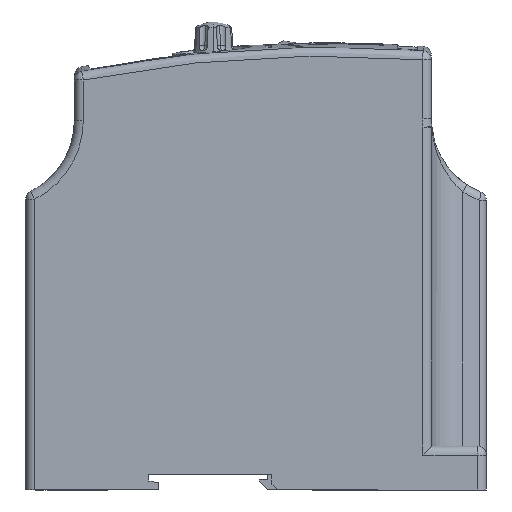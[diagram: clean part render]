
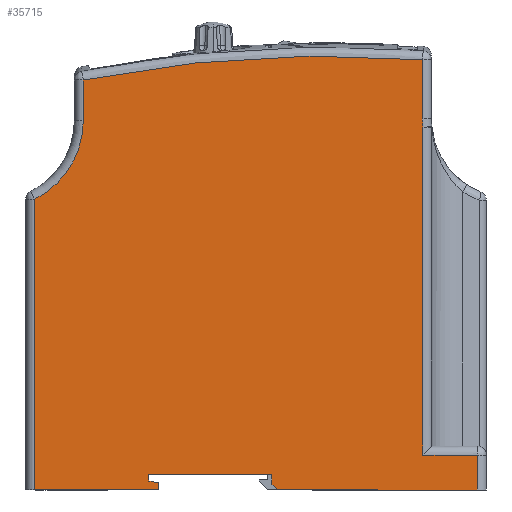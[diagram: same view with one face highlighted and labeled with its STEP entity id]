
A CAD part, left-side view. The second image highlights one B-rep face of the part: STEP entity #35715.
In plain terms, the highlighted planar face has unit normal (-1, 0, 0).
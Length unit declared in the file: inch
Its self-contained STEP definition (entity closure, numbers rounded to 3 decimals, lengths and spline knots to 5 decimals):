
#37 = DIRECTION ( 'NONE',  ( 0., -0.753, -0.658 ) ) ;
#85 = ORIENTED_EDGE ( 'NONE', *, *, #22006, .T. ) ;
#118 = DIRECTION ( 'NONE',  ( 0., 0.983, 0.184 ) ) ;
#814 = CARTESIAN_POINT ( 'NONE',  ( -1.34, 1.21, -2.52377 ) ) ;
#905 = EDGE_CURVE ( 'NONE', #39766, #11205, #22263, .T. ) ;
#1208 = VERTEX_POINT ( 'NONE', #6829 ) ;
#1225 = CARTESIAN_POINT ( 'NONE',  ( -1.34, 1.09724, -2.625 ) ) ;
#1470 = DIRECTION ( 'NONE',  ( 0., 0., 1. ) ) ;
#1635 = EDGE_CURVE ( 'NONE', #11765, #20936, #27025, .T. ) ;
#1982 = LINE ( 'NONE', #21072, #20372 ) ;
#2005 = ORIENTED_EDGE ( 'NONE', *, *, #43378, .T. ) ;
#2216 = LINE ( 'NONE', #46603, #20612 ) ;
#2641 = CARTESIAN_POINT ( 'NONE',  ( -1.34, 1.09724, -2.625 ) ) ;
#3742 = VECTOR ( 'NONE', #33875, 39.37008 ) ;
#3889 = VECTOR ( 'NONE', #38011, 39.37008 ) ;
#4594 = CARTESIAN_POINT ( 'NONE',  ( -1.34, -0.18, -2.625 ) ) ;
#5139 = EDGE_CURVE ( 'NONE', #10616, #5646, #7995, .T. ) ;
#5497 = CARTESIAN_POINT ( 'NONE',  ( -1.34, -0.59864, 2.28869 ) ) ;
#5646 = VERTEX_POINT ( 'NONE', #28007 ) ;
#5657 = CARTESIAN_POINT ( 'NONE',  ( -1.34, -1.23958, 2.28327 ) ) ;
#5697 = EDGE_CURVE ( 'NONE', #18657, #6872, #28572, .T. ) ;
#6070 = VECTOR ( 'NONE', #37, 39.37008 ) ;
#6603 = VERTEX_POINT ( 'NONE', #24548 ) ;
#6829 = CARTESIAN_POINT ( 'NONE',  ( -1.34, 2.5, 0.65815 ) ) ;
#6872 = VERTEX_POINT ( 'NONE', #32532 ) ;
#7148 = EDGE_CURVE ( 'NONE', #6872, #16271, #13418, .T. ) ;
#7893 = PLANE ( 'NONE',  #10581 ) ;
#7995 = LINE ( 'NONE', #12431, #36115 ) ;
#8348 = EDGE_LOOP ( 'NONE', ( #39013, #45920, #35759, #29713, #27071, #41329, #18711, #28699, #35634, #85, #28031, #22116, #43672, #35087, #34652, #2005, #40991 ) ) ;
#9952 = VECTOR ( 'NONE', #12081, 39.37008 ) ;
#10138 = CARTESIAN_POINT ( 'NONE',  ( -1.34, -1.88, 2.23409 ) ) ;
#10581 = AXIS2_PLACEMENT_3D ( 'NONE', #11704, #37388, #15426 ) ;
#10616 = VERTEX_POINT ( 'NONE', #22658 ) ;
#11205 = VERTEX_POINT ( 'NONE', #13552 ) ;
#11704 = CARTESIAN_POINT ( 'NONE',  ( -1.34, -2.6, -2.625 ) ) ;
#11765 = VERTEX_POINT ( 'NONE', #10138 ) ;
#12081 = DIRECTION ( 'NONE',  ( 0., 1., 0. ) ) ;
#12273 = DIRECTION ( 'NONE',  ( 0., 0., 1. ) ) ;
#12431 = CARTESIAN_POINT ( 'NONE',  ( -1.34, 2.6, -2.625 ) ) ;
#13235 = LINE ( 'NONE', #1225, #31595 ) ;
#13418 = LINE ( 'NONE', #4594, #41520 ) ;
#13552 = CARTESIAN_POINT ( 'NONE',  ( -1.34, -1.88456, 1.47013 ) ) ;
#13626 = LINE ( 'NONE', #19564, #3889 ) ;
#13881 = VECTOR ( 'NONE', #118, 39.37008 ) ;
#14034 = CARTESIAN_POINT ( 'NONE',  ( -1.34, 2.94, 1.545 ) ) ;
#14040 = EDGE_CURVE ( 'NONE', #32387, #1208, #33153, .T. ) ;
#15426 = DIRECTION ( 'NONE',  ( 0., 0., -1. ) ) ;
#16171 = DIRECTION ( 'NONE',  ( 0., 1., 0. ) ) ;
#16271 = VERTEX_POINT ( 'NONE', #43758 ) ;
#16462 = DIRECTION ( 'NONE',  ( 1., 0., 0. ) ) ;
#16735 = CARTESIAN_POINT ( 'NONE',  ( -1.34, 1.32002, 2.13005 ) ) ;
#17288 = DIRECTION ( 'NONE',  ( 0., 0., -1. ) ) ;
#17752 = DIRECTION ( 'NONE',  ( 0., 0., -1. ) ) ;
#18420 = CARTESIAN_POINT ( 'NONE',  ( -1.34, -2.48911, -3.21685 ) ) ;
#18496 = LINE ( 'NONE', #18420, #13881 ) ;
#18657 = VERTEX_POINT ( 'NONE', #38557 ) ;
#18711 = ORIENTED_EDGE ( 'NONE', *, *, #42911, .T. ) ;
#18789 = VERTEX_POINT ( 'NONE', #2641 ) ;
#18806 = VECTOR ( 'NONE', #25616, 39.37008 ) ;
#19110 = DIRECTION ( 'NONE',  ( 0., 0., 1. ) ) ;
#19564 = CARTESIAN_POINT ( 'NONE',  ( -1.34, 1.95, -2.625 ) ) ;
#20372 = VECTOR ( 'NONE', #24786, 39.37008 ) ;
#20612 = VECTOR ( 'NONE', #17288, 39.37008 ) ;
#20936 = VERTEX_POINT ( 'NONE', #27852 ) ;
#21072 = CARTESIAN_POINT ( 'NONE',  ( -1.34, 2.6, -2.625 ) ) ;
#21889 = VERTEX_POINT ( 'NONE', #22026 ) ;
#21918 = CARTESIAN_POINT ( 'NONE',  ( -1.34, -2.6, -2.45 ) ) ;
#22006 = EDGE_CURVE ( 'NONE', #20936, #32387, #13626, .T. ) ;
#22026 = CARTESIAN_POINT ( 'NONE',  ( -1.34, 1.09724, -2.5449 ) ) ;
#22098 = VECTOR ( 'NONE', #19110, 39.37008 ) ;
#22116 = ORIENTED_EDGE ( 'NONE', *, *, #39027, .T. ) ;
#22263 = LINE ( 'NONE', #23495, #41730 ) ;
#22658 = CARTESIAN_POINT ( 'NONE',  ( -1.34, -2.5, -2.625 ) ) ;
#23325 = CIRCLE ( 'NONE', #24113, 0.99 ) ;
#23494 = CARTESIAN_POINT ( 'NONE',  ( -1.34, 1.95, 1.545 ) ) ;
#23495 = CARTESIAN_POINT ( 'NONE',  ( -1.34, -1.88456, 1.12931 ) ) ;
#24109 = EDGE_CURVE ( 'NONE', #21889, #27773, #18496, .T. ) ;
#24113 = AXIS2_PLACEMENT_3D ( 'NONE', #38382, #16462, #42068 ) ;
#24548 = CARTESIAN_POINT ( 'NONE',  ( -1.34, -1.88, 1.565 ) ) ;
#24684 = EDGE_CURVE ( 'NONE', #36201, #39766, #38058, .T. ) ;
#24786 = DIRECTION ( 'NONE',  ( 0., 1., 0. ) ) ;
#24845 = AXIS2_PLACEMENT_3D ( 'NONE', #14034, #39674, #17752 ) ;
#25616 = DIRECTION ( 'NONE',  ( 0., -1., 0. ) ) ;
#25840 = DIRECTION ( 'NONE',  ( 0., 0., 1. ) ) ;
#26336 = VECTOR ( 'NONE', #25840, 39.37008 ) ;
#27007 = CARTESIAN_POINT ( 'NONE',  ( -1.34, 1.21, -2.625 ) ) ;
#27025 = B_SPLINE_CURVE_WITH_KNOTS ( 'NONE', 3,
 ( #31288, #5657, #5497, #38667, #16735, #42338 ),
 .UNSPECIFIED., .F., .F.,
 ( 4, 2, 4 ),
 ( 0.00254, 0.05138, 0.10022 ),
 .UNSPECIFIED. ) ;
#27071 = ORIENTED_EDGE ( 'NONE', *, *, #24684, .T. ) ;
#27773 = VERTEX_POINT ( 'NONE', #814 ) ;
#27852 = CARTESIAN_POINT ( 'NONE',  ( -1.34, 1.95, 2.00482 ) ) ;
#28007 = CARTESIAN_POINT ( 'NONE',  ( -1.34, -0.25195, -2.625 ) ) ;
#28031 = ORIENTED_EDGE ( 'NONE', *, *, #14040, .T. ) ;
#28512 = CARTESIAN_POINT ( 'NONE',  ( -1.34, -2.5, -2.23 ) ) ;
#28572 = LINE ( 'NONE', #21918, #18806 ) ;
#28699 = ORIENTED_EDGE ( 'NONE', *, *, #44779, .T. ) ;
#29713 = ORIENTED_EDGE ( 'NONE', *, *, #43652, .T. ) ;
#29990 = CARTESIAN_POINT ( 'NONE',  ( -1.34, -1.88, -2.625 ) ) ;
#30245 = CARTESIAN_POINT ( 'NONE',  ( -1.34, -1.88456, -2.23 ) ) ;
#30535 = CARTESIAN_POINT ( 'NONE',  ( -1.34, -1.98102, -2.23 ) ) ;
#31288 = CARTESIAN_POINT ( 'NONE',  ( -1.34, -1.88, 2.23409 ) ) ;
#31595 = VECTOR ( 'NONE', #12273, 39.37008 ) ;
#31685 = VERTEX_POINT ( 'NONE', #39879 ) ;
#31820 = LINE ( 'NONE', #29990, #22098 ) ;
#31839 = LINE ( 'NONE', #27007, #3742 ) ;
#32387 = VERTEX_POINT ( 'NONE', #23494 ) ;
#32532 = CARTESIAN_POINT ( 'NONE',  ( -1.34, -0.18, -2.45 ) ) ;
#32651 = EDGE_CURVE ( 'NONE', #16271, #5646, #34192, .T. ) ;
#33153 = CIRCLE ( 'NONE', #24845, 0.99 ) ;
#33875 = DIRECTION ( 'NONE',  ( 0., 0., 1. ) ) ;
#34192 = LINE ( 'NONE', #44104, #6070 ) ;
#34652 = ORIENTED_EDGE ( 'NONE', *, *, #24109, .T. ) ;
#35087 = ORIENTED_EDGE ( 'NONE', *, *, #41259, .T. ) ;
#35634 = ORIENTED_EDGE ( 'NONE', *, *, #1635, .T. ) ;
#35715 = ADVANCED_FACE ( 'NONE', ( #46996 ), #7893, .F. ) ;
#35759 = ORIENTED_EDGE ( 'NONE', *, *, #5139, .F. ) ;
#36068 = LINE ( 'NONE', #39915, #26336 ) ;
#36115 = VECTOR ( 'NONE', #16171, 39.37008 ) ;
#36201 = VERTEX_POINT ( 'NONE', #28512 ) ;
#37388 = DIRECTION ( 'NONE',  ( 1., 0., 0. ) ) ;
#38011 = DIRECTION ( 'NONE',  ( 0., 0., -1. ) ) ;
#38058 = LINE ( 'NONE', #30535, #9952 ) ;
#38382 = CARTESIAN_POINT ( 'NONE',  ( -1.34, -2.87, 1.565 ) ) ;
#38557 = CARTESIAN_POINT ( 'NONE',  ( -1.34, 1.21, -2.45 ) ) ;
#38667 = CARTESIAN_POINT ( 'NONE',  ( -1.34, 0.6843, 2.21189 ) ) ;
#39013 = ORIENTED_EDGE ( 'NONE', *, *, #7148, .T. ) ;
#39027 = EDGE_CURVE ( 'NONE', #1208, #31685, #2216, .T. ) ;
#39674 = DIRECTION ( 'NONE',  ( 1., 0., 0. ) ) ;
#39766 = VERTEX_POINT ( 'NONE', #30245 ) ;
#39879 = CARTESIAN_POINT ( 'NONE',  ( -1.34, 2.5, -2.625 ) ) ;
#39915 = CARTESIAN_POINT ( 'NONE',  ( -1.34, -2.5, -2.625 ) ) ;
#40072 = EDGE_CURVE ( 'NONE', #18789, #31685, #1982, .T. ) ;
#40991 = ORIENTED_EDGE ( 'NONE', *, *, #5697, .T. ) ;
#41259 = EDGE_CURVE ( 'NONE', #18789, #21889, #13235, .T. ) ;
#41329 = ORIENTED_EDGE ( 'NONE', *, *, #905, .T. ) ;
#41520 = VECTOR ( 'NONE', #45293, 39.37008 ) ;
#41730 = VECTOR ( 'NONE', #1470, 39.37008 ) ;
#42068 = DIRECTION ( 'NONE',  ( 0., 0., -1. ) ) ;
#42338 = CARTESIAN_POINT ( 'NONE',  ( -1.34, 1.95, 2.00482 ) ) ;
#42911 = EDGE_CURVE ( 'NONE', #11205, #6603, #23325, .T. ) ;
#43378 = EDGE_CURVE ( 'NONE', #27773, #18657, #31839, .T. ) ;
#43652 = EDGE_CURVE ( 'NONE', #10616, #36201, #36068, .T. ) ;
#43672 = ORIENTED_EDGE ( 'NONE', *, *, #40072, .F. ) ;
#43758 = CARTESIAN_POINT ( 'NONE',  ( -1.34, -0.18, -2.5621 ) ) ;
#44104 = CARTESIAN_POINT ( 'NONE',  ( -1.34, -1.58278, -3.78851 ) ) ;
#44779 = EDGE_CURVE ( 'NONE', #6603, #11765, #31820, .T. ) ;
#45293 = DIRECTION ( 'NONE',  ( 0., 0., -1. ) ) ;
#45920 = ORIENTED_EDGE ( 'NONE', *, *, #32651, .T. ) ;
#46603 = CARTESIAN_POINT ( 'NONE',  ( -1.34, 2.5, -2.625 ) ) ;
#46996 = FACE_OUTER_BOUND ( 'NONE', #8348, .T. ) ;
